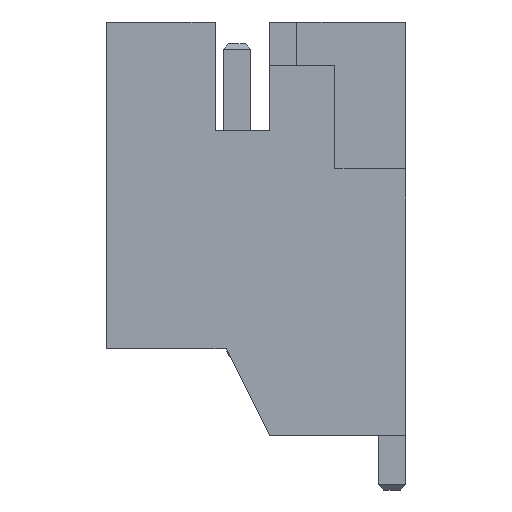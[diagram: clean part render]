
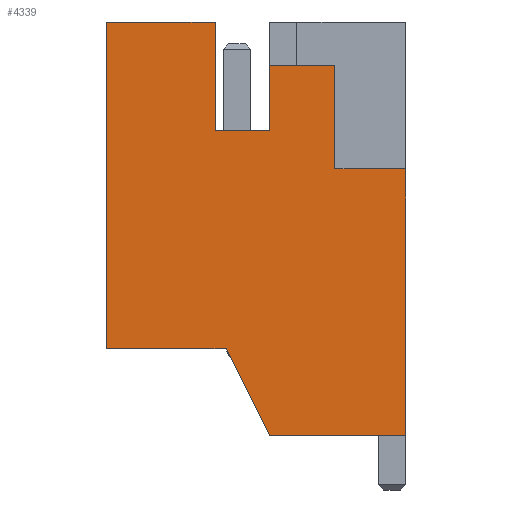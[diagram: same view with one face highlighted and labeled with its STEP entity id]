
A CAD part, left-side view. The second image highlights one B-rep face of the part: STEP entity #4339.
In plain terms, the highlighted planar face has unit normal (-1, 0, 0).
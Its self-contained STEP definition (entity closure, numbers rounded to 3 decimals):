
#133=FACE_OUTER_BOUND('',#375,.T.);
#375=EDGE_LOOP('',(#2939,#2940,#2941,#2942,#2943,#2944,#2945,#2946,#2947,
#2948,#2949,#2950));
#613=LINE('',#6053,#1201);
#617=LINE('',#6060,#1205);
#623=LINE('',#6074,#1211);
#642=LINE('',#6111,#1230);
#670=LINE('',#6166,#1258);
#676=LINE('',#6177,#1264);
#678=LINE('',#6181,#1266);
#680=LINE('',#6184,#1268);
#681=LINE('',#6188,#1269);
#682=LINE('',#6190,#1270);
#683=LINE('',#6192,#1271);
#684=LINE('',#6193,#1272);
#1201=VECTOR('',#4881,10.);
#1205=VECTOR('',#4887,10.);
#1211=VECTOR('',#4897,10.);
#1230=VECTOR('',#4924,10.);
#1258=VECTOR('',#4964,10.);
#1264=VECTOR('',#4972,10.);
#1266=VECTOR('',#4976,10.);
#1268=VECTOR('',#4980,10.);
#1269=VECTOR('',#4985,10.);
#1270=VECTOR('',#4986,10.);
#1271=VECTOR('',#4987,10.);
#1272=VECTOR('',#4988,10.);
#1789=VERTEX_POINT('',#6050);
#1790=VERTEX_POINT('',#6052);
#1792=VERTEX_POINT('',#6058);
#1798=VERTEX_POINT('',#6073);
#1812=VERTEX_POINT('',#6109);
#1832=VERTEX_POINT('',#6163);
#1833=VERTEX_POINT('',#6165);
#1837=VERTEX_POINT('',#6175);
#1838=VERTEX_POINT('',#6179);
#1839=VERTEX_POINT('',#6187);
#1840=VERTEX_POINT('',#6189);
#1841=VERTEX_POINT('',#6191);
#2197=EDGE_CURVE('',#1790,#1789,#613,.T.);
#2201=EDGE_CURVE('',#1789,#1792,#617,.T.);
#2207=EDGE_CURVE('',#1798,#1790,#623,.T.);
#2226=EDGE_CURVE('',#1792,#1812,#642,.T.);
#2254=EDGE_CURVE('',#1833,#1832,#670,.T.);
#2260=EDGE_CURVE('',#1832,#1837,#676,.T.);
#2262=EDGE_CURVE('',#1837,#1838,#678,.T.);
#2264=EDGE_CURVE('',#1838,#1798,#680,.T.);
#2265=EDGE_CURVE('',#1812,#1839,#681,.T.);
#2266=EDGE_CURVE('',#1839,#1840,#682,.T.);
#2267=EDGE_CURVE('',#1840,#1841,#683,.T.);
#2268=EDGE_CURVE('',#1841,#1833,#684,.T.);
#2939=ORIENTED_EDGE('',*,*,#2201,.T.);
#2940=ORIENTED_EDGE('',*,*,#2226,.T.);
#2941=ORIENTED_EDGE('',*,*,#2265,.T.);
#2942=ORIENTED_EDGE('',*,*,#2266,.T.);
#2943=ORIENTED_EDGE('',*,*,#2267,.T.);
#2944=ORIENTED_EDGE('',*,*,#2268,.T.);
#2945=ORIENTED_EDGE('',*,*,#2254,.T.);
#2946=ORIENTED_EDGE('',*,*,#2260,.T.);
#2947=ORIENTED_EDGE('',*,*,#2262,.T.);
#2948=ORIENTED_EDGE('',*,*,#2264,.T.);
#2949=ORIENTED_EDGE('',*,*,#2207,.T.);
#2950=ORIENTED_EDGE('',*,*,#2197,.T.);
#4121=PLANE('',#4603);
#4339=ADVANCED_FACE('',(#133),#4121,.T.);
#4603=AXIS2_PLACEMENT_3D('',#6186,#4983,#4984);
#4881=DIRECTION('',(0.,1.,0.));
#4887=DIRECTION('',(0.,0.,1.));
#4897=DIRECTION('',(0.,0.,-1.));
#4924=DIRECTION('',(0.,1.,0.));
#4964=DIRECTION('',(0.,0.,1.));
#4972=DIRECTION('',(0.,1.,0.));
#4976=DIRECTION('',(0.,0.,1.));
#4980=DIRECTION('',(0.,1.,0.));
#4983=DIRECTION('center_axis',(-1.,0.,0.));
#4984=DIRECTION('ref_axis',(0.,0.,1.));
#4985=DIRECTION('',(0.,0.,-1.));
#4986=DIRECTION('',(0.,-1.,0.));
#4987=DIRECTION('',(0.,-0.447,-0.894));
#4988=DIRECTION('',(0.,-1.,0.));
#6050=CARTESIAN_POINT('',(-7.95,3.5,-2.));
#6052=CARTESIAN_POINT('',(-7.95,2.5,-2.));
#6053=CARTESIAN_POINT('',(-7.95,3.125,-2.));
#6058=CARTESIAN_POINT('',(-7.95,3.5,0.));
#6060=CARTESIAN_POINT('',(-7.95,3.5,-1.5));
#6073=CARTESIAN_POINT('',(-7.95,2.5,-0.8));
#6074=CARTESIAN_POINT('',(-7.95,2.5,-2.5));
#6109=CARTESIAN_POINT('',(-7.95,5.5,0.));
#6111=CARTESIAN_POINT('',(-7.95,0.,0.));
#6163=CARTESIAN_POINT('',(-7.95,0.,-2.7));
#6165=CARTESIAN_POINT('',(-7.95,0.,-7.6));
#6166=CARTESIAN_POINT('',(-7.95,0.,-7.6));
#6175=CARTESIAN_POINT('',(-7.95,1.3,-2.7));
#6177=CARTESIAN_POINT('',(-7.95,2.025,-2.7));
#6179=CARTESIAN_POINT('',(-7.95,1.3,-0.8));
#6181=CARTESIAN_POINT('',(-7.95,1.3,-1.9));
#6184=CARTESIAN_POINT('',(-7.95,2.625,-0.8));
#6186=CARTESIAN_POINT('Origin',(-7.95,2.75,-3.));
#6187=CARTESIAN_POINT('',(-7.95,5.5,-6.));
#6188=CARTESIAN_POINT('',(-7.95,5.5,0.));
#6189=CARTESIAN_POINT('',(-7.95,3.3,-6.));
#6190=CARTESIAN_POINT('',(-7.95,5.5,-6.));
#6191=CARTESIAN_POINT('',(-7.95,2.5,-7.6));
#6192=CARTESIAN_POINT('',(-7.95,3.3,-6.));
#6193=CARTESIAN_POINT('',(-7.95,2.5,-7.6));
